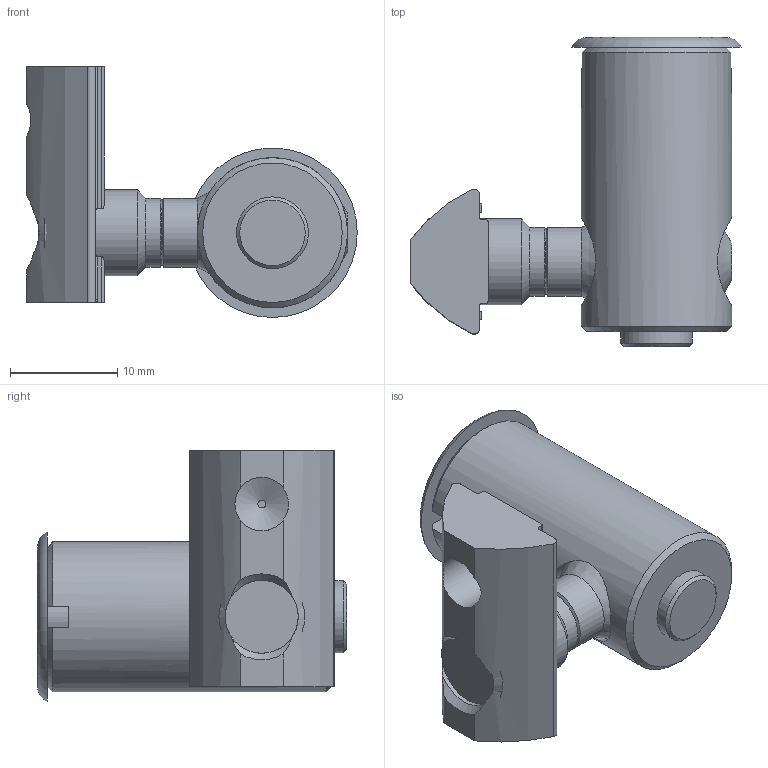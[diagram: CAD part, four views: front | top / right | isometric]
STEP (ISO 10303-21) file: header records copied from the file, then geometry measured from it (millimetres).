
FILE_DESCRIPTION(/* description */ ('STEP AP214'),/* implementation_level */ '2;1');
FILE_NAME(/* name */ '099BG081429',/* time_stamp */ '2022-07-08T14:16:25+02:00',/* author */ ('License CC BY-ND 4.0'),/* organization */ ('CADENAS'),/* preprocessor_version */ 'ST-DEVELOPER v18.102',/* originating_system */ 'PARTsolutions',/* authorisation */ ' ');
FILE_SCHEMA (('AUTOMOTIVE_DESIGN {1 0 10303 214 3 1 1}'));
Length unit declared in the file: millimetre
Products named in the file (6): 099BG081429; 099BG081429_5; 099BG081429_4; 099BG081429_3; 099BG081429_2; 099BG081429_1
Assembly tree (5 placements, depth 2):
  099BG081429
    099BG081429_5
    099BG081429_4
    099BG081429_3
    099BG081429_2
    099BG081429_1
Bounding box: 30.8 x 28.8 x 23.4 mm (x, y, z)
Volume: 5827.9 mm3; surface area: 5074.6 mm2
Topology: 5 solids, 5 shells, 112 faces, 272 edges, 170 vertices
Faces by surface type: plane 60, cylinder 29, cone 17, sphere 4, torus 2
Full cylindrical faces by diameter (mm): 3.5 x1, 5 x2, 5.5 x1, 6.4 x2, 6.7 x1, 6.8 x1, 8 x3, 8.2 x1, 8.5 x1, 10 x1, 14 x1
Entity records: 3232 total; most frequent: CARTESIAN_POINT 651, DIRECTION 516, ORIENTED_EDGE 452, EDGE_CURVE 226, AXIS2_PLACEMENT_3D 197, VERTEX_POINT 159, FACE_BOUND 153, EDGE_LOOP 152
